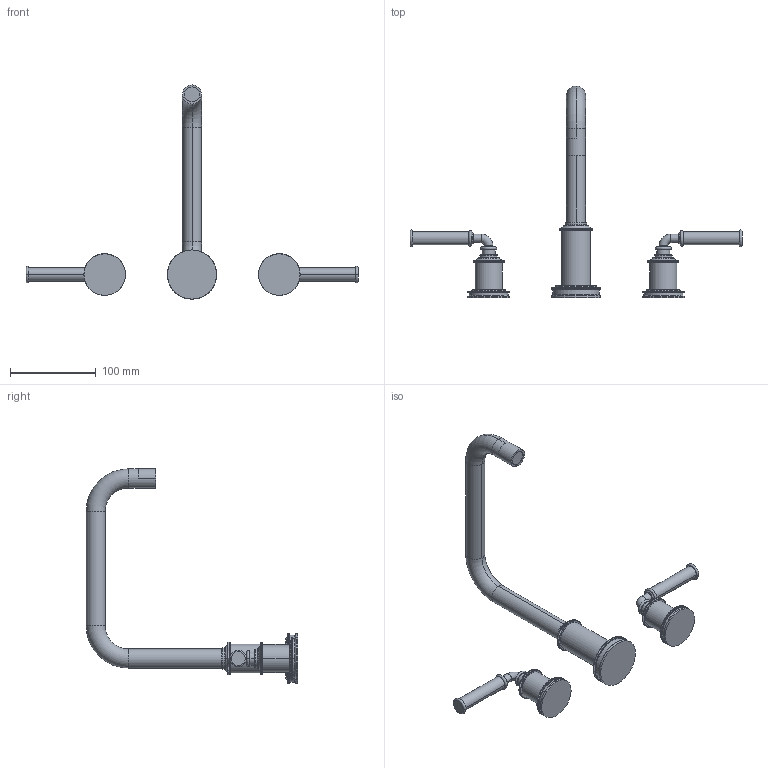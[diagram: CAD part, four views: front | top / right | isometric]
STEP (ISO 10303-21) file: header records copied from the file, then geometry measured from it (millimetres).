
FILE_DESCRIPTION((''),'2;1');
FILE_NAME('3-2946','2022-05-27T10:29:06',('rsmith'),(''),'CREO PARAMETRIC BY PTC INC, 2019352','CREO PARAMETRIC BY PTC INC, 2019352','');
FILE_SCHEMA(('CONFIG_CONTROL_DESIGN'));
Length unit declared in the file: inch
Products named in the file (1): 3-2946
Bounding box: 386.33 x 246.32 x 249.24 mm (x, y, z)
Volume: 378142.5 mm3; surface area: 73113.2 mm2
Topology: 3 solids, 3 shells, 2154 faces, 6280 edges, 4164 vertices
Faces by surface type: plane 1362, cylinder 718, torus 68, cone 6
Entity records: 71218 total; most frequent: CARTESIAN_POINT 12598, ORIENTED_EDGE 12560, DIRECTION 12170, EDGE_CURVE 6280, VECTOR 4698, LINE 4698, VERTEX_POINT 4164, AXIS2_PLACEMENT_3D 3736
